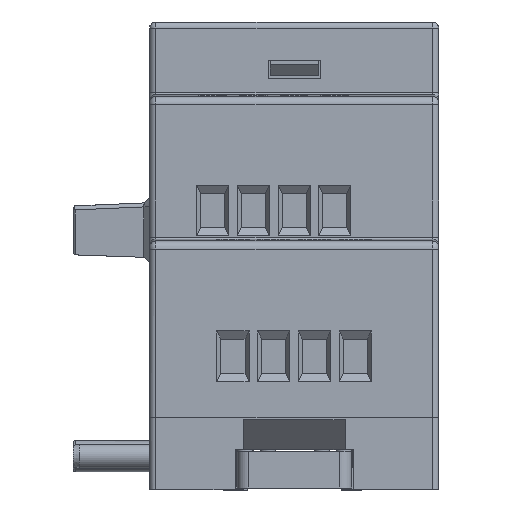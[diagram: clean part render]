
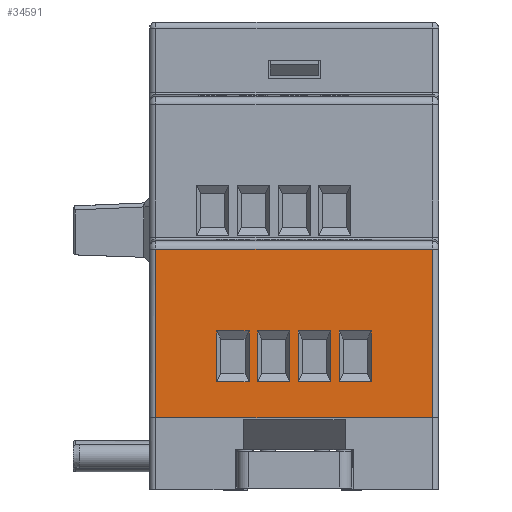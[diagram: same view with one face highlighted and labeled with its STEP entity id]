
A CAD part, front view. The second image highlights one B-rep face of the part: STEP entity #34591.
In plain terms, the highlighted planar face has unit normal (0, -1, 0).
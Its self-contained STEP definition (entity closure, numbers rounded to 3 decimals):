
#152=B_SPLINE_CURVE_WITH_KNOTS('',3,(#46377,#46378,#46379,#46380),
 .UNSPECIFIED.,.F.,.F.,(4,4),(0.,1.),.UNSPECIFIED.);
#2226=ORIENTED_EDGE('',*,*,#9202,.F.);
#2227=ORIENTED_EDGE('',*,*,#9203,.F.);
#2228=ORIENTED_EDGE('',*,*,#9204,.F.);
#2229=ORIENTED_EDGE('',*,*,#9205,.T.);
#2230=ORIENTED_EDGE('',*,*,#9206,.T.);
#2231=ORIENTED_EDGE('',*,*,#9207,.T.);
#2232=ORIENTED_EDGE('',*,*,#9208,.T.);
#2233=ORIENTED_EDGE('',*,*,#9209,.T.);
#2234=ORIENTED_EDGE('',*,*,#9210,.F.);
#2235=ORIENTED_EDGE('',*,*,#9211,.F.);
#2236=ORIENTED_EDGE('',*,*,#9212,.F.);
#2237=ORIENTED_EDGE('',*,*,#9213,.F.);
#2238=ORIENTED_EDGE('',*,*,#9214,.F.);
#2239=ORIENTED_EDGE('',*,*,#9215,.F.);
#2240=ORIENTED_EDGE('',*,*,#9216,.F.);
#2241=ORIENTED_EDGE('',*,*,#9217,.F.);
#2242=ORIENTED_EDGE('',*,*,#9218,.F.);
#2243=ORIENTED_EDGE('',*,*,#9219,.F.);
#2244=ORIENTED_EDGE('',*,*,#9220,.F.);
#2245=ORIENTED_EDGE('',*,*,#9221,.F.);
#9202=EDGE_CURVE('',#12686,#12687,#152,.T.);
#9203=EDGE_CURVE('',#12688,#12686,#14946,.T.);
#9204=EDGE_CURVE('',#12689,#12688,#14947,.T.);
#9205=EDGE_CURVE('',#12689,#12687,#14948,.T.);
#9206=EDGE_CURVE('',#12690,#12691,#14949,.T.);
#9207=EDGE_CURVE('',#12691,#12692,#14950,.T.);
#9208=EDGE_CURVE('',#12692,#12693,#14951,.T.);
#9209=EDGE_CURVE('',#12693,#12690,#14952,.T.);
#9210=EDGE_CURVE('',#12694,#12695,#14953,.T.);
#9211=EDGE_CURVE('',#12696,#12694,#14954,.T.);
#9212=EDGE_CURVE('',#12697,#12696,#14955,.T.);
#9213=EDGE_CURVE('',#12695,#12697,#14956,.T.);
#9214=EDGE_CURVE('',#12698,#12699,#14957,.T.);
#9215=EDGE_CURVE('',#12700,#12698,#14958,.T.);
#9216=EDGE_CURVE('',#12701,#12700,#14959,.T.);
#9217=EDGE_CURVE('',#12699,#12701,#14960,.T.);
#9218=EDGE_CURVE('',#12702,#12703,#14961,.T.);
#9219=EDGE_CURVE('',#12704,#12702,#14962,.T.);
#9220=EDGE_CURVE('',#12705,#12704,#14963,.T.);
#9221=EDGE_CURVE('',#12703,#12705,#14964,.T.);
#12686=VERTEX_POINT('',#46381);
#12687=VERTEX_POINT('',#46382);
#12688=VERTEX_POINT('',#46384);
#12689=VERTEX_POINT('',#46386);
#12690=VERTEX_POINT('',#46389);
#12691=VERTEX_POINT('',#46390);
#12692=VERTEX_POINT('',#46392);
#12693=VERTEX_POINT('',#46394);
#12694=VERTEX_POINT('',#46397);
#12695=VERTEX_POINT('',#46398);
#12696=VERTEX_POINT('',#46400);
#12697=VERTEX_POINT('',#46402);
#12698=VERTEX_POINT('',#46405);
#12699=VERTEX_POINT('',#46406);
#12700=VERTEX_POINT('',#46408);
#12701=VERTEX_POINT('',#46410);
#12702=VERTEX_POINT('',#46413);
#12703=VERTEX_POINT('',#46414);
#12704=VERTEX_POINT('',#46416);
#12705=VERTEX_POINT('',#46418);
#14946=LINE('',#46383,#17701);
#14947=LINE('',#46385,#17702);
#14948=LINE('',#46387,#17703);
#14949=LINE('',#46388,#17704);
#14950=LINE('',#46391,#17705);
#14951=LINE('',#46393,#17706);
#14952=LINE('',#46395,#17707);
#14953=LINE('',#46396,#17708);
#14954=LINE('',#46399,#17709);
#14955=LINE('',#46401,#17710);
#14956=LINE('',#46403,#17711);
#14957=LINE('',#46404,#17712);
#14958=LINE('',#46407,#17713);
#14959=LINE('',#46409,#17714);
#14960=LINE('',#46411,#17715);
#14961=LINE('',#46412,#17716);
#14962=LINE('',#46415,#17717);
#14963=LINE('',#46417,#17718);
#14964=LINE('',#46419,#17719);
#17701=VECTOR('',#39323,1000.);
#17702=VECTOR('',#39324,1000.);
#17703=VECTOR('',#39325,1000.);
#17704=VECTOR('',#39326,1000.);
#17705=VECTOR('',#39327,1000.);
#17706=VECTOR('',#39328,1000.);
#17707=VECTOR('',#39329,1000.);
#17708=VECTOR('',#39330,1000.);
#17709=VECTOR('',#39331,1000.);
#17710=VECTOR('',#39332,1000.);
#17711=VECTOR('',#39333,1000.);
#17712=VECTOR('',#39334,1000.);
#17713=VECTOR('',#39335,1000.);
#17714=VECTOR('',#39336,1000.);
#17715=VECTOR('',#39337,1000.);
#17716=VECTOR('',#39338,1000.);
#17717=VECTOR('',#39339,1000.);
#17718=VECTOR('',#39340,1000.);
#17719=VECTOR('',#39341,1000.);
#20348=EDGE_LOOP('',(#2226,#2227,#2228,#2229));
#20349=EDGE_LOOP('',(#2230,#2231,#2232,#2233));
#20350=EDGE_LOOP('',(#2234,#2235,#2236,#2237));
#20351=EDGE_LOOP('',(#2238,#2239,#2240,#2241));
#20352=EDGE_LOOP('',(#2242,#2243,#2244,#2245));
#22022=FACE_BOUND('',#20348,.T.);
#22023=FACE_BOUND('',#20349,.T.);
#22024=FACE_BOUND('',#20350,.T.);
#22025=FACE_BOUND('',#20351,.T.);
#22026=FACE_BOUND('',#20352,.T.);
#23543=PLANE('',#36321);
#34591=ADVANCED_FACE('',(#22022,#22023,#22024,#22025,#22026),#23543,.T.);
#36321=AXIS2_PLACEMENT_3D('',#46376,#39321,#39322);
#39321=DIRECTION('',(0.,-1.,0.));
#39322=DIRECTION('',(0.,0.,-1.));
#39323=DIRECTION('',(0.,0.,-1.));
#39324=DIRECTION('',(1.,0.,0.));
#39325=DIRECTION('',(0.,0.,-1.));
#39326=DIRECTION('',(0.,0.,1.));
#39327=DIRECTION('',(1.,0.,0.));
#39328=DIRECTION('',(0.,0.,-1.));
#39329=DIRECTION('',(-1.,0.,0.));
#39330=DIRECTION('',(0.,0.,-1.));
#39331=DIRECTION('',(-1.,0.,0.));
#39332=DIRECTION('',(0.,0.,1.));
#39333=DIRECTION('',(1.,0.,0.));
#39334=DIRECTION('',(0.,0.,-1.));
#39335=DIRECTION('',(-1.,0.,0.));
#39336=DIRECTION('',(0.,0.,1.));
#39337=DIRECTION('',(1.,0.,0.));
#39338=DIRECTION('',(0.,0.,1.));
#39339=DIRECTION('',(1.,0.,0.));
#39340=DIRECTION('',(0.,0.,-1.));
#39341=DIRECTION('',(-1.,0.,0.));
#46376=CARTESIAN_POINT('',(-33.9,-45.,23.25));
#46377=CARTESIAN_POINT('',(17.25,-45.,1.251));
#46378=CARTESIAN_POINT('',(5.75,-45.,1.251));
#46379=CARTESIAN_POINT('',(-5.75,-45.,1.251));
#46380=CARTESIAN_POINT('',(-17.25,-45.,1.251));
#46381=CARTESIAN_POINT('',(17.25,-45.,1.251));
#46382=CARTESIAN_POINT('',(-17.25,-45.,1.251));
#46383=CARTESIAN_POINT('',(17.25,-45.,39.5));
#46384=CARTESIAN_POINT('',(17.25,-45.,22.272));
#46385=CARTESIAN_POINT('',(-33.9,-45.,22.272));
#46386=CARTESIAN_POINT('',(-17.25,-45.,22.272));
#46387=CARTESIAN_POINT('',(-17.25,-45.,23.25));
#46388=CARTESIAN_POINT('',(-4.54,-45.,5.76));
#46389=CARTESIAN_POINT('',(-4.54,-45.,5.76));
#46390=CARTESIAN_POINT('',(-4.54,-45.,12.06));
#46391=CARTESIAN_POINT('',(-4.54,-45.,12.06));
#46392=CARTESIAN_POINT('',(-0.54,-45.,12.06));
#46393=CARTESIAN_POINT('',(-0.54,-45.,12.06));
#46394=CARTESIAN_POINT('',(-0.54,-45.,5.76));
#46395=CARTESIAN_POINT('',(-4.54,-45.,5.76));
#46396=CARTESIAN_POINT('',(0.54,-45.,5.76));
#46397=CARTESIAN_POINT('',(0.54,-45.,12.06));
#46398=CARTESIAN_POINT('',(0.54,-45.,5.76));
#46399=CARTESIAN_POINT('',(0.54,-45.,12.06));
#46400=CARTESIAN_POINT('',(4.54,-45.,12.06));
#46401=CARTESIAN_POINT('',(4.54,-45.,12.06));
#46402=CARTESIAN_POINT('',(4.54,-45.,5.76));
#46403=CARTESIAN_POINT('',(0.54,-45.,5.76));
#46404=CARTESIAN_POINT('',(5.62,-45.,5.76));
#46405=CARTESIAN_POINT('',(5.62,-45.,12.06));
#46406=CARTESIAN_POINT('',(5.62,-45.,5.76));
#46407=CARTESIAN_POINT('',(5.62,-45.,12.06));
#46408=CARTESIAN_POINT('',(9.62,-45.,12.06));
#46409=CARTESIAN_POINT('',(9.62,-45.,12.06));
#46410=CARTESIAN_POINT('',(9.62,-45.,5.76));
#46411=CARTESIAN_POINT('',(5.62,-45.,5.76));
#46412=CARTESIAN_POINT('',(-5.62,-45.,23.25));
#46413=CARTESIAN_POINT('',(-5.62,-45.,5.76));
#46414=CARTESIAN_POINT('',(-5.62,-45.,12.06));
#46415=CARTESIAN_POINT('',(-33.9,-45.,5.76));
#46416=CARTESIAN_POINT('',(-9.62,-45.,5.76));
#46417=CARTESIAN_POINT('',(-9.62,-45.,23.25));
#46418=CARTESIAN_POINT('',(-9.62,-45.,12.06));
#46419=CARTESIAN_POINT('',(-33.9,-45.,12.06));
